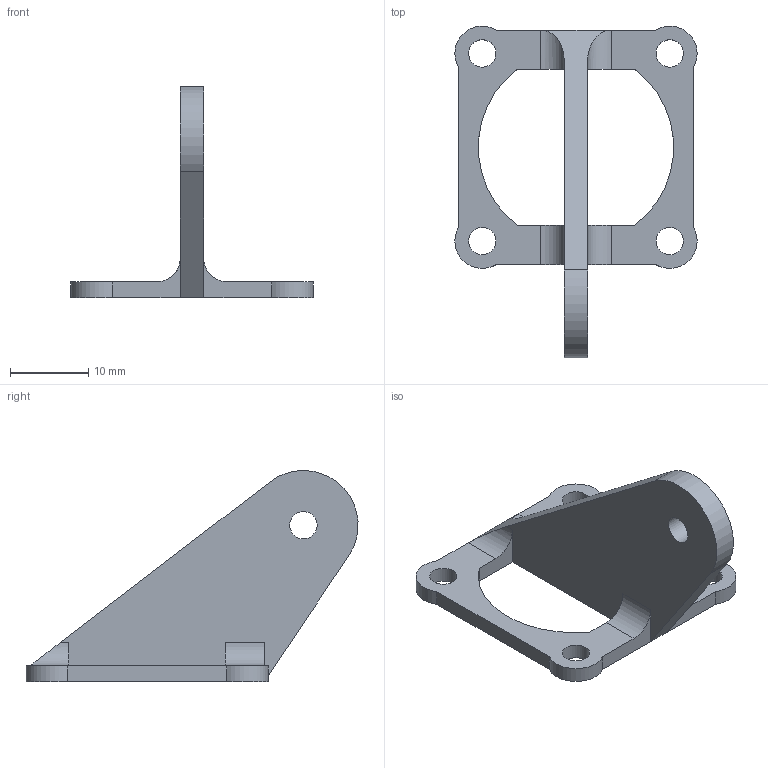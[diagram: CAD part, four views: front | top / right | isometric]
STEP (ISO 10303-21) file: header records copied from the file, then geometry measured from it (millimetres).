
FILE_DESCRIPTION(/* description */ ('Alibre Inc.'),/* implementation_level */ '2;1');
FILE_NAME(/* name */ 'export0',/* time_stamp */ '2015-07-05T23:13:48+12:00',/* author */ (''),/* organization */ (''),/* preprocessor_version */ 'ST-DEVELOPER v14',/* originating_system */ 'Alibre',/* authorisation */ '');
FILE_SCHEMA (('CONFIG_CONTROL_DESIGN'));
Length unit declared in the file: centimetre
Products named in the file (1): ID_1
Bounding box: 30.99 x 42.48 x 27 mm (x, y, z)
Volume: 2626.8 mm3; surface area: 2760.9 mm2
Topology: 1 solids, 1 shells, 32 faces, 92 edges, 60 vertices
Faces by surface type: cylinder 16, plane 16
Full cylindrical faces by diameter (mm): 3.5 x5
Entity records: 1061 total; most frequent: ORIENTED_EDGE 174, CARTESIAN_POINT 163, DIRECTION 148, EDGE_CURVE 87, VERTEX_POINT 60, AXIS2_PLACEMENT_3D 57, EDGE_LOOP 49, FACE_BOUND 49
